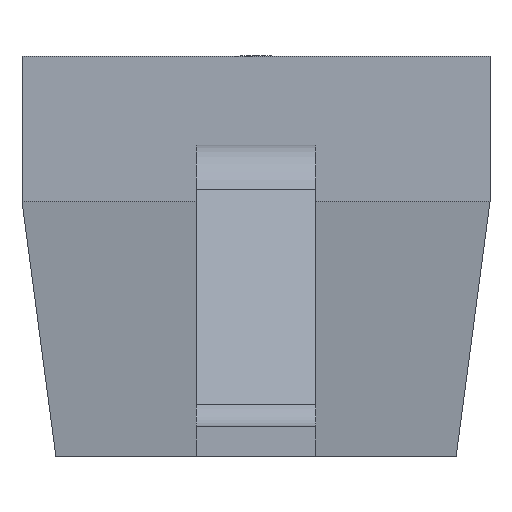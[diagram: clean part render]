
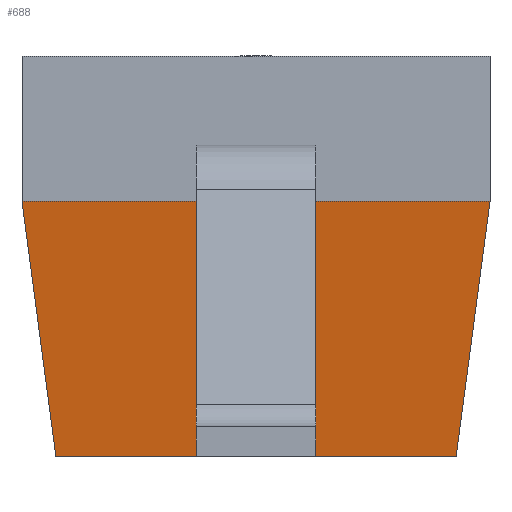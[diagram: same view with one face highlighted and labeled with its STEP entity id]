
A CAD part, left-side view. The second image highlights one B-rep face of the part: STEP entity #688.
In plain terms, the highlighted planar face has unit normal (-0.991, 0, -0.132).
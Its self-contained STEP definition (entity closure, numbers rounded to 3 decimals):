
#309=CARTESIAN_POINT('',(-0.8,0.597,0.0));
#308=VERTEX_POINT('',#309);
#327=CARTESIAN_POINT('',(-0.8,-0.597,0.0));
#326=VERTEX_POINT('',#327);
#335=EDGE_CURVE('',#308,#326,#340,.T.);
#340=LINE('',#309,#342);
#342=VECTOR('',#343,1.194);
#343=DIRECTION('',(0.0,-1.0,0.0));
#358=CARTESIAN_POINT('',(-0.902,-0.698,0.761));
#357=VERTEX_POINT('',#358);
#454=CARTESIAN_POINT('',(-0.902,0.698,0.761));
#453=VERTEX_POINT('',#454);
#501=EDGE_CURVE('',#357,#453,#506,.T.);
#506=LINE('',#358,#508);
#508=VECTOR('',#509,1.397);
#509=DIRECTION('',(0.0,1.0,0.0));
#580=EDGE_CURVE('',#326,#357,#585,.T.);
#585=LINE('',#327,#587);
#587=VECTOR('',#588,0.775);
#588=DIRECTION('',(-0.131,-0.131,0.983));
#658=EDGE_CURVE('',#453,#308,#663,.T.);
#663=LINE('',#454,#665);
#665=VECTOR('',#666,0.775);
#666=DIRECTION('',(0.131,-0.131,-0.983));
#688=ADVANCED_FACE('',(#694),#689,.T.);
#689=PLANE('',#690);
#690=AXIS2_PLACEMENT_3D('',#691,#692,#693);
#691=CARTESIAN_POINT('',(-0.8,0.597,0.0));
#692=DIRECTION('',(-0.991,0.0,-0.132));
#693=DIRECTION('',(0.,0.,1.));
#694=FACE_OUTER_BOUND('',#695,.T.);
#695=EDGE_LOOP('',(#696,#706,#716,#726));
#696=ORIENTED_EDGE('',*,*,#335,.T.);
#706=ORIENTED_EDGE('',*,*,#580,.T.);
#716=ORIENTED_EDGE('',*,*,#501,.T.);
#726=ORIENTED_EDGE('',*,*,#658,.T.);
